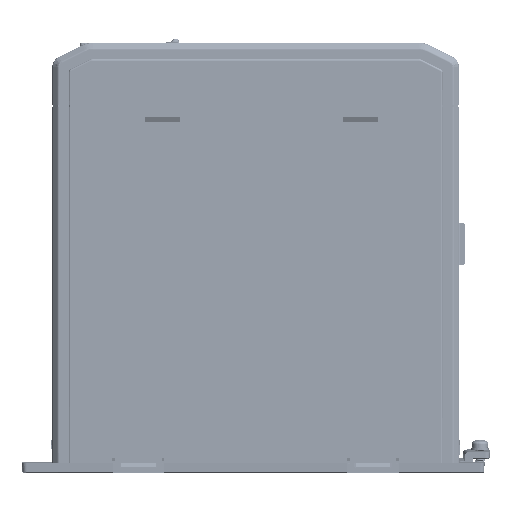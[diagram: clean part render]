
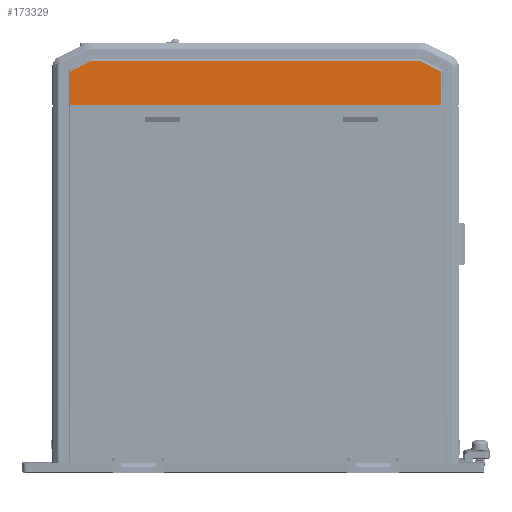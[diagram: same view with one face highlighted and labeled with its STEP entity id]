
A CAD part, left-side view. The second image highlights one B-rep face of the part: STEP entity #173329.
In plain terms, the highlighted planar face has unit normal (-1, 0, 0).
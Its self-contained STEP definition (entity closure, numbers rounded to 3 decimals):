
#244=(
BOUNDED_CURVE()
B_SPLINE_CURVE(2,(#363015,#363016,#363017),.UNSPECIFIED.,.F.,.U.)
B_SPLINE_CURVE_WITH_KNOTS((3,3),(0.143,0.605),
 .UNSPECIFIED.)
CURVE()
GEOMETRIC_REPRESENTATION_ITEM()
RATIONAL_B_SPLINE_CURVE((0.881,0.816,0.797))
REPRESENTATION_ITEM('')
);
#246=(
BOUNDED_CURVE()
B_SPLINE_CURVE(2,(#363042,#363043,#363044),.UNSPECIFIED.,.F.,.U.)
B_SPLINE_CURVE_WITH_KNOTS((3,3),(0.143,0.605),
 .UNSPECIFIED.)
CURVE()
GEOMETRIC_REPRESENTATION_ITEM()
RATIONAL_B_SPLINE_CURVE((0.881,0.816,0.797))
REPRESENTATION_ITEM('')
);
#12823=VECTOR('',#72371,1.);
#12828=VECTOR('',#72386,1.);
#12833=VECTOR('',#72405,1.);
#12896=VECTOR('',#72555,1.);
#12897=VECTOR('',#72557,1.);
#12898=VECTOR('',#72558,1.);
#24709=LINE('',#362985,#12823);
#24714=LINE('',#363019,#12828);
#24719=LINE('',#363046,#12833);
#24782=LINE('',#375229,#12896);
#24783=LINE('',#375231,#12897);
#24784=LINE('',#375233,#12898);
#43119=AXIS2_PLACEMENT_3D('',#375230,#72556,$);
#72371=DIRECTION('',(0.,0.894,-0.447));
#72386=DIRECTION('',(0.,1.,0.));
#72405=DIRECTION('',(0.,0.894,0.447));
#72555=DIRECTION('',(0.,0.,1.));
#72556=DIRECTION('',(-1.,0.,0.));
#72557=DIRECTION('',(0.,0.,-1.));
#72558=DIRECTION('',(0.,-1.,0.));
#79179=PLANE('',#43119);
#90373=VERTEX_POINT('',#362941);
#90374=VERTEX_POINT('',#362942);
#90375=VERTEX_POINT('',#362986);
#90381=VERTEX_POINT('',#363014);
#90382=VERTEX_POINT('',#363020);
#90383=VERTEX_POINT('',#363021);
#90389=VERTEX_POINT('',#363041);
#90390=VERTEX_POINT('',#363047);
#90391=VERTEX_POINT('',#363048);
#90396=VERTEX_POINT('',#363604);
#90438=VERTEX_POINT('',#375228);
#90439=VERTEX_POINT('',#375232);
#92843=B_SPLINE_CURVE_WITH_KNOTS('',3,(#362931,#362932,#362933,#362934,
#362935,#362936,#362937,#362938,#362939,#362940),.UNSPECIFIED.,.F.,.U.,
(4,3,3,4),(0.,0.165,0.353,1.),.UNSPECIFIED.);
#92849=B_SPLINE_CURVE_WITH_KNOTS('',3,(#363594,#363595,#363596,#363597,
#363598,#363599,#363600,#363601,#363602,#363603),.UNSPECIFIED.,.F.,.U.,
(4,3,3,4),(0.,0.165,0.357,1.),.UNSPECIFIED.);
#110136=EDGE_CURVE('',#90373,#90374,#92843,.T.);
#110139=EDGE_CURVE('',#90375,#90373,#24709,.T.);
#110149=EDGE_CURVE('',#90381,#90375,#244,.T.);
#110150=EDGE_CURVE('',#90382,#90383,#24714,.T.);
#110161=EDGE_CURVE('',#90389,#90382,#246,.T.);
#110162=EDGE_CURVE('',#90390,#90391,#24719,.T.);
#110171=EDGE_CURVE('',#90396,#90390,#92849,.T.);
#110262=EDGE_CURVE('',#90438,#90396,#24782,.T.);
#110263=EDGE_CURVE('',#90374,#90439,#24783,.T.);
#110264=EDGE_CURVE('',#90439,#90438,#24784,.T.);
#110265=EDGE_CURVE('',#90391,#90389,#246,.T.);
#110266=EDGE_CURVE('',#90383,#90381,#244,.T.);
#145930=ORIENTED_EDGE('',*,*,#110263,.T.);
#145931=ORIENTED_EDGE('',*,*,#110264,.T.);
#145932=ORIENTED_EDGE('',*,*,#110262,.T.);
#145933=ORIENTED_EDGE('',*,*,#110171,.T.);
#145934=ORIENTED_EDGE('',*,*,#110162,.T.);
#145935=ORIENTED_EDGE('',*,*,#110265,.T.);
#145936=ORIENTED_EDGE('',*,*,#110161,.T.);
#145937=ORIENTED_EDGE('',*,*,#110150,.T.);
#145938=ORIENTED_EDGE('',*,*,#110266,.T.);
#145939=ORIENTED_EDGE('',*,*,#110149,.T.);
#145940=ORIENTED_EDGE('',*,*,#110139,.T.);
#145941=ORIENTED_EDGE('',*,*,#110136,.T.);
#157782=EDGE_LOOP('',(#145930,#145931,#145932,#145933,#145934,#145935,#145936,
#145937,#145938,#145939,#145940,#145941));
#166107=FACE_BOUND('',#157782,.T.);
#173329=ADVANCED_FACE('',(#166107),#79179,.T.);
#362931=CARTESIAN_POINT('',(-75.,79.313,14.873));
#362932=CARTESIAN_POINT('',(-75.,79.351,14.854));
#362933=CARTESIAN_POINT('',(-75.,79.387,14.831));
#362934=CARTESIAN_POINT('',(-75.,79.421,14.806));
#362935=CARTESIAN_POINT('',(-75.,79.46,14.776));
#362936=CARTESIAN_POINT('',(-75.,79.496,14.743));
#362937=CARTESIAN_POINT('',(-75.,79.528,14.706));
#362938=CARTESIAN_POINT('',(-75.,79.638,14.58));
#362939=CARTESIAN_POINT('',(-75.,79.702,14.414));
#362940=CARTESIAN_POINT('',(-75.,79.7,14.247));
#362941=CARTESIAN_POINT('',(-75.,79.313,14.873));
#362942=CARTESIAN_POINT('',(-75.,79.7,14.247));
#362985=CARTESIAN_POINT('',(-75.,71.123,18.968));
#362986=CARTESIAN_POINT('',(-75.,71.123,18.968));
#363014=CARTESIAN_POINT('',(-75.,70.712,19.124));
#363015=CARTESIAN_POINT('',(-75.,70.139,19.2));
#363016=CARTESIAN_POINT('',(-75.,70.659,19.2));
#363017=CARTESIAN_POINT('',(-75.,71.123,18.968));
#363019=CARTESIAN_POINT('',(-75.,-70.139,19.2));
#363020=CARTESIAN_POINT('',(-75.,-70.139,19.2));
#363021=CARTESIAN_POINT('',(-75.,70.139,19.2));
#363041=CARTESIAN_POINT('',(-75.,-70.577,19.156));
#363042=CARTESIAN_POINT('',(-75.,-71.123,18.968));
#363043=CARTESIAN_POINT('',(-75.,-70.659,19.2));
#363044=CARTESIAN_POINT('',(-75.,-70.139,19.2));
#363046=CARTESIAN_POINT('',(-75.,-79.313,14.873));
#363047=CARTESIAN_POINT('',(-75.,-79.313,14.873));
#363048=CARTESIAN_POINT('',(-75.,-71.123,18.968));
#363594=CARTESIAN_POINT('',(-75.,-79.7,14.247));
#363595=CARTESIAN_POINT('',(-75.,-79.701,14.289));
#363596=CARTESIAN_POINT('',(-75.,-79.696,14.332));
#363597=CARTESIAN_POINT('',(-75.,-79.688,14.374));
#363598=CARTESIAN_POINT('',(-75.,-79.679,14.423));
#363599=CARTESIAN_POINT('',(-75.,-79.665,14.471));
#363600=CARTESIAN_POINT('',(-75.,-79.646,14.517));
#363601=CARTESIAN_POINT('',(-75.,-79.582,14.67));
#363602=CARTESIAN_POINT('',(-75.,-79.462,14.801));
#363603=CARTESIAN_POINT('',(-75.,-79.313,14.873));
#363604=CARTESIAN_POINT('',(-75.,-79.7,14.247));
#375228=CARTESIAN_POINT('',(-75.,-79.7,0.));
#375229=CARTESIAN_POINT('',(-75.,-79.7,0.));
#375230=CARTESIAN_POINT('',(-75.,0.,9.6));
#375231=CARTESIAN_POINT('',(-75.,79.7,14.247));
#375232=CARTESIAN_POINT('',(-75.,79.7,0.));
#375233=CARTESIAN_POINT('',(-75.,79.7,0.));
